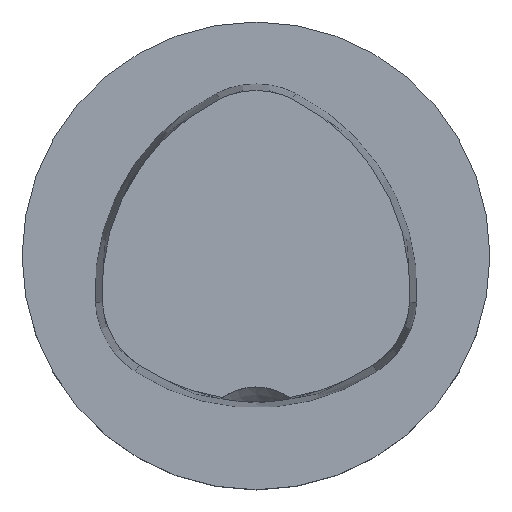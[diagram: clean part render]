
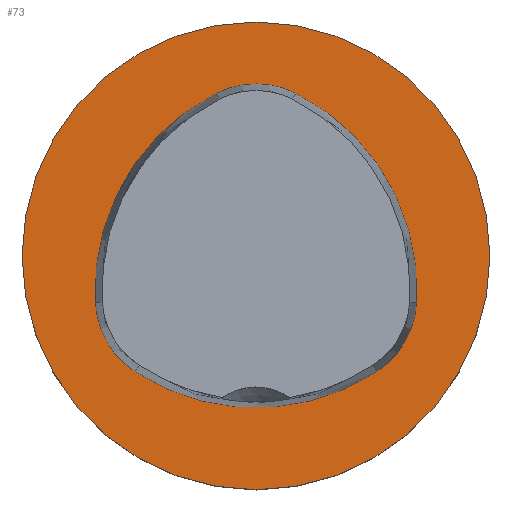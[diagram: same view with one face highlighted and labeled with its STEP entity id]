
A CAD part, top view. The second image highlights one B-rep face of the part: STEP entity #73.
In plain terms, the highlighted planar face has unit normal (0, 0, 1).
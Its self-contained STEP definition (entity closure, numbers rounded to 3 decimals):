
#66=FACE_BOUND('',#106,.T.);
#67=FACE_BOUND('',#107,.T.);
#73=ADVANCED_FACE('',(#66,#67),#85,.T.);
#85=PLANE('',#264);
#106=EDGE_LOOP('',(#126,#127,#128,#129,#130,#131));
#107=EDGE_LOOP('',(#132));
#126=ORIENTED_EDGE('',*,*,#201,.F.);
#127=ORIENTED_EDGE('',*,*,#202,.F.);
#128=ORIENTED_EDGE('',*,*,#203,.F.);
#129=ORIENTED_EDGE('',*,*,#204,.F.);
#130=ORIENTED_EDGE('',*,*,#205,.F.);
#131=ORIENTED_EDGE('',*,*,#206,.F.);
#132=ORIENTED_EDGE('',*,*,#200,.F.);
#179=VERTEX_POINT('',#381);
#180=VERTEX_POINT('',#384);
#181=VERTEX_POINT('',#385);
#182=VERTEX_POINT('',#387);
#183=VERTEX_POINT('',#389);
#184=VERTEX_POINT('',#391);
#185=VERTEX_POINT('',#393);
#200=EDGE_CURVE('',#179,#179,#229,.T.);
#201=EDGE_CURVE('',#180,#181,#230,.T.);
#202=EDGE_CURVE('',#182,#180,#231,.T.);
#203=EDGE_CURVE('',#183,#182,#232,.T.);
#204=EDGE_CURVE('',#184,#183,#233,.T.);
#205=EDGE_CURVE('',#185,#184,#234,.T.);
#206=EDGE_CURVE('',#181,#185,#235,.T.);
#229=CIRCLE('',#256,16.0);
#230=CIRCLE('',#258,6.063);
#231=CIRCLE('',#259,15.063);
#232=CIRCLE('',#260,6.063);
#233=CIRCLE('',#261,15.063);
#234=CIRCLE('',#262,6.063);
#235=CIRCLE('',#263,15.063);
#256=AXIS2_PLACEMENT_3D('',#380,#303,#304);
#258=AXIS2_PLACEMENT_3D('',#383,#307,#308);
#259=AXIS2_PLACEMENT_3D('',#386,#309,#310);
#260=AXIS2_PLACEMENT_3D('',#388,#311,#312);
#261=AXIS2_PLACEMENT_3D('',#390,#313,#314);
#262=AXIS2_PLACEMENT_3D('',#392,#315,#316);
#263=AXIS2_PLACEMENT_3D('',#394,#317,#318);
#264=AXIS2_PLACEMENT_3D('',#395,#319,#320);
#303=DIRECTION('',(0.0,0.0,-1.0));
#304=DIRECTION('',(-1.0,0.0,0.0));
#307=DIRECTION('',(0.0,0.0,1.0));
#308=DIRECTION('',(1.0,0.0,0.0));
#309=DIRECTION('',(0.0,0.0,1.0));
#310=DIRECTION('',(1.0,0.0,0.0));
#311=DIRECTION('',(0.0,0.0,1.0));
#312=DIRECTION('',(1.0,0.0,0.0));
#313=DIRECTION('',(0.0,0.0,1.0));
#314=DIRECTION('',(1.0,0.0,0.0));
#315=DIRECTION('',(0.0,0.0,1.0));
#316=DIRECTION('',(1.0,0.0,0.0));
#317=DIRECTION('',(0.0,0.0,1.0));
#318=DIRECTION('',(1.0,0.0,0.0));
#319=DIRECTION('',(0.0,0.0,1.0));
#320=DIRECTION('',(1.0,0.0,0.0));
#380=CARTESIAN_POINT('',(0.0,0.0,0.0));
#381=CARTESIAN_POINT('',(-16.0,0.0,0.0));
#383=CARTESIAN_POINT('',(0.0,5.7,0.0));
#384=CARTESIAN_POINT('',(2.728,11.115,0.0));
#385=CARTESIAN_POINT('',(-2.728,11.115,0.0));
#386=CARTESIAN_POINT('',(-4.049,-2.338,0.0));
#387=CARTESIAN_POINT('',(10.989,-3.195,0.0));
#388=CARTESIAN_POINT('',(4.936,-2.85,0.0));
#389=CARTESIAN_POINT('',(8.262,-7.919,0.0));
#390=CARTESIAN_POINT('',(0.0,4.675,0.0));
#391=CARTESIAN_POINT('',(-8.262,-7.919,0.0));
#392=CARTESIAN_POINT('',(-4.936,-2.85,0.0));
#393=CARTESIAN_POINT('',(-10.989,-3.195,0.0));
#394=CARTESIAN_POINT('',(4.049,-2.338,0.0));
#395=CARTESIAN_POINT('',(0.0,16.0,0.0));
